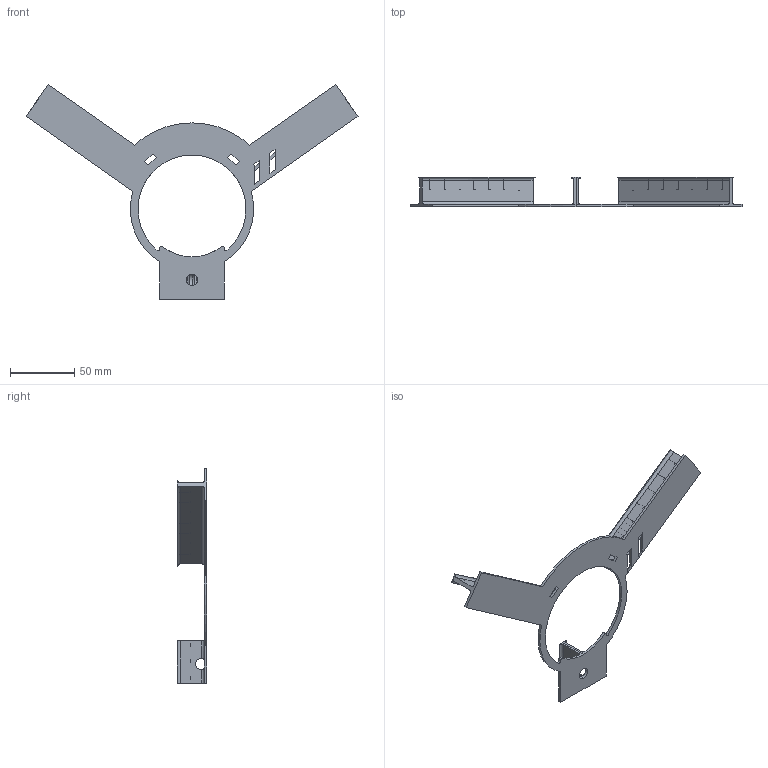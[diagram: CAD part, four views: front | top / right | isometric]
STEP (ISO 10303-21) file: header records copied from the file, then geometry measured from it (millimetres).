
FILE_DESCRIPTION (( 'STEP AP214' ), '1' );
FILE_NAME ('mount_support_full.STEP', '2024-06-23T16:23:36', ( '' ), ( '' ), 'SwSTEP 2.0', 'SolidWorks 2018', '' );
FILE_SCHEMA (( 'AUTOMOTIVE_DESIGN' ));
Length unit declared in the file: millimetre
Products named in the file (1): mount_support_full
Bounding box: 257.6 x 23 x 166.45 mm (x, y, z)
Volume: 36771.6 mm3; surface area: 37190.8 mm2
Topology: 1 solids, 1 shells, 148 faces, 406 edges, 269 vertices
Faces by surface type: plane 81, cylinder 65, sphere 2
Entity records: 4960 total; most frequent: CARTESIAN_POINT 1053, ORIENTED_EDGE 812, DIRECTION 805, EDGE_CURVE 406, AXIS2_PLACEMENT_3D 273, VERTEX_POINT 269, LINE 259, VECTOR 259
